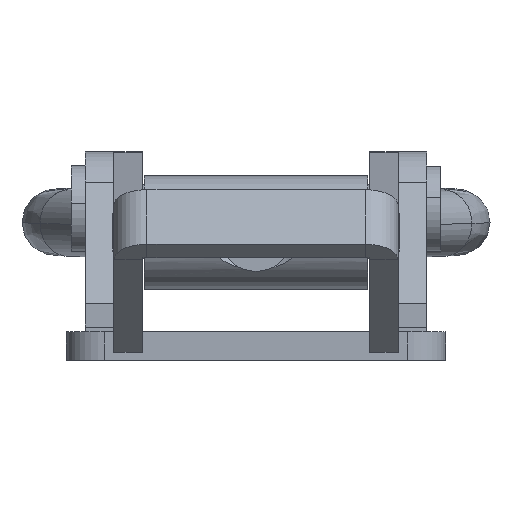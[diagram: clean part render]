
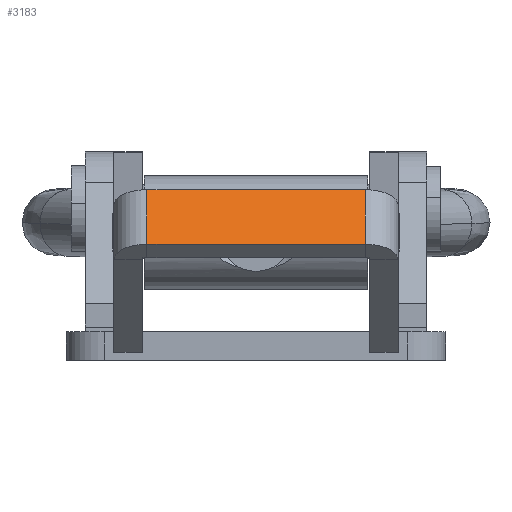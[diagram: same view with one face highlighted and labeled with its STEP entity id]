
A CAD part, front view. The second image highlights one B-rep face of the part: STEP entity #3183.
In plain terms, the highlighted face is planar.
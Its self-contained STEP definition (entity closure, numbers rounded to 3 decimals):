
#86 = VECTOR ( 'NONE', #4903, 1000. ) ;
#331 = CARTESIAN_POINT ( 'NONE',  ( 68.382, 47.882, -3.5 ) ) ;
#442 = ORIENTED_EDGE ( 'NONE', *, *, #1547, .T. ) ;
#639 = LINE ( 'NONE', #4638, #3639 ) ;
#641 = EDGE_CURVE ( 'NONE', #1507, #2484, #3781, .T. ) ;
#1045 = CARTESIAN_POINT ( 'NONE',  ( 88.341, 19.377, -26.5 ) ) ;
#1095 = DIRECTION ( 'NONE',  ( 0., 0., -1. ) ) ;
#1253 = CARTESIAN_POINT ( 'NONE',  ( 92.069, 14.053, -26.5 ) ) ;
#1301 = EDGE_LOOP ( 'NONE', ( #4387, #442, #3581, #2686 ) ) ;
#1407 = EDGE_CURVE ( 'NONE', #3616, #1507, #2306, .T. ) ;
#1507 = VERTEX_POINT ( 'NONE', #1045 ) ;
#1547 = EDGE_CURVE ( 'NONE', #3008, #3616, #639, .T. ) ;
#1559 = DIRECTION ( 'NONE',  ( 0.574, -0.819, 0. ) ) ;
#1925 = CARTESIAN_POINT ( 'NONE',  ( 88.341, 19.377, -3.5 ) ) ;
#1960 = VECTOR ( 'NONE', #3460, 1000. ) ;
#2306 = LINE ( 'NONE', #4887, #86 ) ;
#2326 = CARTESIAN_POINT ( 'NONE',  ( 68.382, 47.882, 0. ) ) ;
#2455 = EDGE_CURVE ( 'NONE', #3008, #2484, #2858, .T. ) ;
#2484 = VERTEX_POINT ( 'NONE', #1925 ) ;
#2686 = ORIENTED_EDGE ( 'NONE', *, *, #641, .T. ) ;
#2708 = PLANE ( 'NONE',  #4527 ) ;
#2731 = VECTOR ( 'NONE', #5055, 1000. ) ;
#2858 = LINE ( 'NONE', #331, #1960 ) ;
#3008 = VERTEX_POINT ( 'NONE', #4412 ) ;
#3183 = ADVANCED_FACE ( 'NONE', ( #3285 ), #2708, .F. ) ;
#3285 = FACE_OUTER_BOUND ( 'NONE', #1301, .T. ) ;
#3460 = DIRECTION ( 'NONE',  ( -0.574, 0.819, 0. ) ) ;
#3581 = ORIENTED_EDGE ( 'NONE', *, *, #1407, .T. ) ;
#3616 = VERTEX_POINT ( 'NONE', #1253 ) ;
#3639 = VECTOR ( 'NONE', #1095, 1000. ) ;
#3781 = LINE ( 'NONE', #4660, #2731 ) ;
#3889 = DIRECTION ( 'NONE',  ( -0.819, -0.574, 0. ) ) ;
#4387 = ORIENTED_EDGE ( 'NONE', *, *, #2455, .F. ) ;
#4412 = CARTESIAN_POINT ( 'NONE',  ( 92.069, 14.053, -3.5 ) ) ;
#4527 = AXIS2_PLACEMENT_3D ( 'NONE', #2326, #3889, #1559 ) ;
#4638 = CARTESIAN_POINT ( 'NONE',  ( 92.069, 14.053, -26.5 ) ) ;
#4660 = CARTESIAN_POINT ( 'NONE',  ( 88.341, 19.377, -3. ) ) ;
#4887 = CARTESIAN_POINT ( 'NONE',  ( 88.341, 19.377, -26.5 ) ) ;
#4903 = DIRECTION ( 'NONE',  ( -0.574, 0.819, 0. ) ) ;
#5055 = DIRECTION ( 'NONE',  ( 0., 0., 1. ) ) ;
